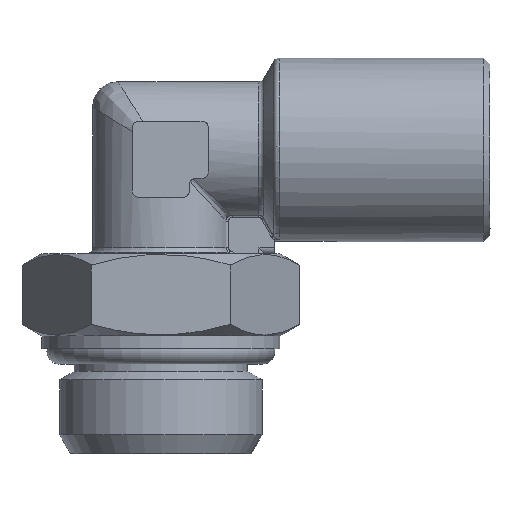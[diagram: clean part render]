
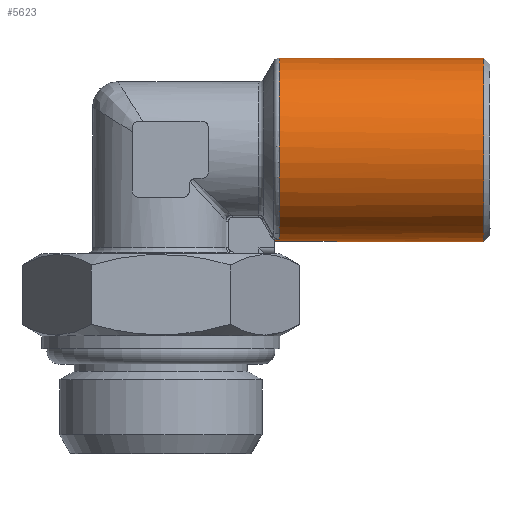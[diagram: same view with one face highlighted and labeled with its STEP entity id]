
A CAD part, top view. The second image highlights one B-rep face of the part: STEP entity #5623.
In plain terms, the highlighted cylindrical face has radius 7.25 mm (diameter 14.5 mm), a full revolution.
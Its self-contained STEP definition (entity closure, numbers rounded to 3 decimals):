
#144=CYLINDRICAL_SURFACE('',#5846,7.25);
#800=B_SPLINE_CURVE_WITH_KNOTS('',3,(#7727,#7728,#7729,#7730,#7731),
 .UNSPECIFIED.,.F.,.F.,(4,1,4),(0.,0.5,1.),.UNSPECIFIED.);
#803=B_SPLINE_CURVE_WITH_KNOTS('',3,(#7762,#7763,#7764,#7765,#7766),
 .UNSPECIFIED.,.F.,.F.,(4,1,4),(0.,0.5,1.),.UNSPECIFIED.);
#2026=ORIENTED_EDGE('',*,*,#2219,.T.);
#2027=ORIENTED_EDGE('',*,*,#2655,.T.);
#2028=ORIENTED_EDGE('',*,*,#2223,.T.);
#2029=ORIENTED_EDGE('',*,*,#2354,.F.);
#2030=ORIENTED_EDGE('',*,*,#2653,.T.);
#2219=EDGE_CURVE('',#2792,#2793,#800,.T.);
#2223=EDGE_CURVE('',#2795,#2796,#803,.T.);
#2354=EDGE_CURVE('',#2792,#2796,#3092,.T.);
#2653=EDGE_CURVE('',#3044,#3044,#3115,.T.);
#2655=EDGE_CURVE('',#2793,#2795,#3117,.T.);
#2792=VERTEX_POINT('',#7732);
#2793=VERTEX_POINT('',#7733);
#2795=VERTEX_POINT('',#7767);
#2796=VERTEX_POINT('',#7768);
#3044=VERTEX_POINT('',#12462);
#3092=CIRCLE('',#5726,7.25);
#3115=CIRCLE('',#5840,7.25);
#3117=CIRCLE('',#5843,7.25);
#3380=EDGE_LOOP('',(#2026,#2027,#2028,#2029));
#3381=EDGE_LOOP('',(#2030));
#3659=FACE_BOUND('',#3380,.T.);
#3660=FACE_BOUND('',#3381,.T.);
#5623=ADVANCED_FACE('',(#3659,#3660),#144,.T.);
#5726=AXIS2_PLACEMENT_3D('',#8473,#6145,#6146);
#5840=AXIS2_PLACEMENT_3D('',#12461,#6550,#6551);
#5843=AXIS2_PLACEMENT_3D('',#12465,#6556,#6557);
#5846=AXIS2_PLACEMENT_3D('',#12468,#6562,#6563);
#6145=DIRECTION('',(-1.,0.,0.));
#6146=DIRECTION('',(0.,0.,1.));
#6550=DIRECTION('',(-1.,0.,0.));
#6551=DIRECTION('',(0.,0.,1.));
#6556=DIRECTION('',(1.,0.,0.));
#6557=DIRECTION('',(0.,1.,0.));
#6562=DIRECTION('',(-1.,0.,0.));
#6563=DIRECTION('',(0.,-1.,0.));
#7727=CARTESIAN_POINT('',(9.,-7.091,-1.509));
#7728=CARTESIAN_POINT('',(9.058,-7.089,-1.519));
#7729=CARTESIAN_POINT('',(9.189,-7.08,-1.563));
#7730=CARTESIAN_POINT('',(9.284,-7.068,-1.617));
#7731=CARTESIAN_POINT('',(9.345,-7.059,-1.654));
#7732=CARTESIAN_POINT('',(9.,-7.091,-1.509));
#7733=CARTESIAN_POINT('',(9.345,-7.059,-1.654));
#7762=CARTESIAN_POINT('',(9.345,-7.059,1.654));
#7763=CARTESIAN_POINT('',(9.283,-7.068,1.617));
#7764=CARTESIAN_POINT('',(9.188,-7.08,1.563));
#7765=CARTESIAN_POINT('',(9.058,-7.089,1.519));
#7766=CARTESIAN_POINT('',(9.,-7.091,1.509));
#7767=CARTESIAN_POINT('',(9.345,-7.059,1.654));
#7768=CARTESIAN_POINT('',(9.,-7.091,1.509));
#8473=CARTESIAN_POINT('',(9.,0.,0.));
#12461=CARTESIAN_POINT('',(25.5,0.,0.));
#12462=CARTESIAN_POINT('',(25.5,0.,7.25));
#12465=CARTESIAN_POINT('',(9.345,0.,0.));
#12468=CARTESIAN_POINT('',(10.,0.,0.));
